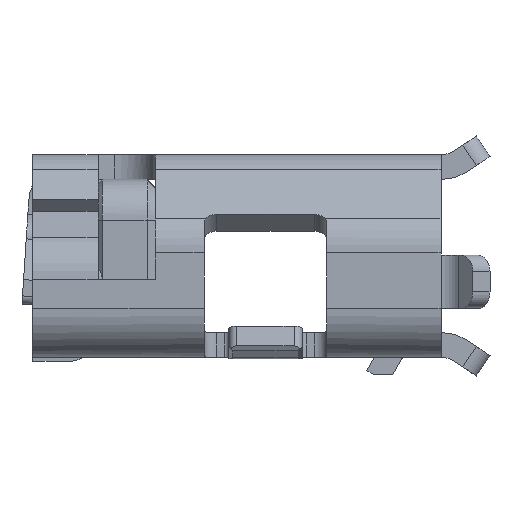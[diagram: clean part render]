
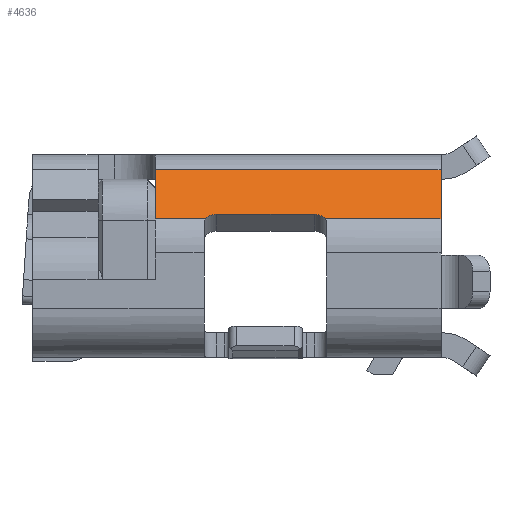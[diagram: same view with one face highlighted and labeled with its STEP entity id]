
A CAD part, left-side view. The second image highlights one B-rep face of the part: STEP entity #4636.
In plain terms, the highlighted planar face has unit normal (-0.721, 0, 0.693).
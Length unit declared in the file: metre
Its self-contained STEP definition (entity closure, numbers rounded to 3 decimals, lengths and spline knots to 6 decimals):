
#2170 = EDGE_CURVE( '', #6097, #6098, #6099, .T. );
#2312 = EDGE_CURVE( '', #6337, #6097, #6338, .T. );
#2648 = EDGE_CURVE( '', #6884, #6885, #6886, .T. );
#2886 = EDGE_CURVE( '', #7248, #6884, #7249, .T. );
#3028 = EDGE_CURVE( '', #7464, #6098, #7465, .T. );
#3690 = EDGE_CURVE( '', #6910, #7248, #8369, .T. );
#4636 = ADVANCED_FACE( '', ( #9534 ), #9535, .T. );
#4740 = EDGE_CURVE( '', #7464, #6910, #9654, .T. );
#5086 = EDGE_CURVE( '', #6885, #6337, #10046, .T. );
#6097 = VERTEX_POINT( '', #11353 );
#6098 = VERTEX_POINT( '', #11354 );
#6099 = LINE( '', #11355, #11356 );
#6337 = VERTEX_POINT( '', #11699 );
#6338 = LINE( '', #11700, #11701 );
#6884 = VERTEX_POINT( '', #12545 );
#6885 = VERTEX_POINT( '', #12546 );
#6886 = CIRCLE( '', #12547, 0.00015 );
#6910 = VERTEX_POINT( '', #12586 );
#7248 = VERTEX_POINT( '', #13103 );
#7249 = LINE( '', #13104, #13105 );
#7464 = VERTEX_POINT( '', #13432 );
#7465 = LINE( '', #13433, #13434 );
#8369 = CIRCLE( '', #14864, 0.00015 );
#9534 = FACE_OUTER_BOUND( '', #16809, .T. );
#9535 = PLANE( '', #16810 );
#9654 = LINE( '', #16999, #17000 );
#10046 = LINE( '', #17677, #17678 );
#11353 = CARTESIAN_POINT( '', ( -0.003026, -0.002257, 0.002545 ) );
#11354 = CARTESIAN_POINT( '', ( -0.003026, 0.001243, 0.002545 ) );
#11355 = CARTESIAN_POINT( '', ( -0.003026, -0.000507, 0.002545 ) );
#11356 = VECTOR( '', #19032, 1. );
#11699 = CARTESIAN_POINT( '', ( -0.003603, -0.002257, 0.001945 ) );
#11700 = CARTESIAN_POINT( '', ( -0.003314, -0.002257, 0.002245 ) );
#11701 = VECTOR( '', #19313, 1. );
#12545 = CARTESIAN_POINT( '', ( -0.00355, -0.000707, 0.001999 ) );
#12546 = CARTESIAN_POINT( '', ( -0.003603, -0.000838, 0.001945 ) );
#12547 = AXIS2_PLACEMENT_3D( '', #19875, #19876, #19877 );
#12586 = CARTESIAN_POINT( '', ( -0.003603, 0.000624, 0.001945 ) );
#13103 = CARTESIAN_POINT( '', ( -0.00355, 0.000493, 0.001999 ) );
#13104 = CARTESIAN_POINT( '', ( -0.00355, -0.000507, 0.001999 ) );
#13105 = VECTOR( '', #20308, 1. );
#13432 = CARTESIAN_POINT( '', ( -0.003603, 0.001243, 0.001945 ) );
#13433 = CARTESIAN_POINT( '', ( -0.003603, 0.001243, 0.001945 ) );
#13434 = VECTOR( '', #20647, 1. );
#14864 = AXIS2_PLACEMENT_3D( '', #21824, #21825, #21826 );
#16809 = EDGE_LOOP( '', ( #23438, #23439, #23440, #23441, #23442, #23443, #23444, #23445 ) );
#16810 = AXIS2_PLACEMENT_3D( '', #23446, #23447, #23448 );
#16999 = CARTESIAN_POINT( '', ( -0.003603, -0.000507, 0.001945 ) );
#17000 = VECTOR( '', #23648, 1. );
#17677 = CARTESIAN_POINT( '', ( -0.003603, -0.000507, 0.001945 ) );
#17678 = VECTOR( '', #24193, 1. );
#19032 = DIRECTION( '', ( 0., 1., 0. ) );
#19313 = DIRECTION( '', ( 0.693, 0., 0.721 ) );
#19875 = CARTESIAN_POINT( '', ( -0.003654, -0.000707, 0.001891 ) );
#19876 = DIRECTION( '', ( 0.721, 0., -0.693 ) );
#19877 = DIRECTION( '', ( -0.693, 0., -0.721 ) );
#20308 = DIRECTION( '', ( 0., -1., 0. ) );
#20647 = DIRECTION( '', ( 0.693, 0., 0.721 ) );
#21824 = CARTESIAN_POINT( '', ( -0.003654, 0.000493, 0.001891 ) );
#21825 = DIRECTION( '', ( 0.721, 0., -0.693 ) );
#21826 = DIRECTION( '', ( 0.693, 0., 0.721 ) );
#23438 = ORIENTED_EDGE( '', *, *, #3028, .F. );
#23439 = ORIENTED_EDGE( '', *, *, #4740, .T. );
#23440 = ORIENTED_EDGE( '', *, *, #3690, .T. );
#23441 = ORIENTED_EDGE( '', *, *, #2886, .T. );
#23442 = ORIENTED_EDGE( '', *, *, #2648, .T. );
#23443 = ORIENTED_EDGE( '', *, *, #5086, .T. );
#23444 = ORIENTED_EDGE( '', *, *, #2312, .T. );
#23445 = ORIENTED_EDGE( '', *, *, #2170, .T. );
#23446 = CARTESIAN_POINT( '', ( -0.003026, 0.001243, 0.002545 ) );
#23447 = DIRECTION( '', ( -0.721, 0., 0.693 ) );
#23448 = DIRECTION( '', ( 0., 1., 0. ) );
#23648 = DIRECTION( '', ( 0., -1., 0. ) );
#24193 = DIRECTION( '', ( 0., -1., 0. ) );
